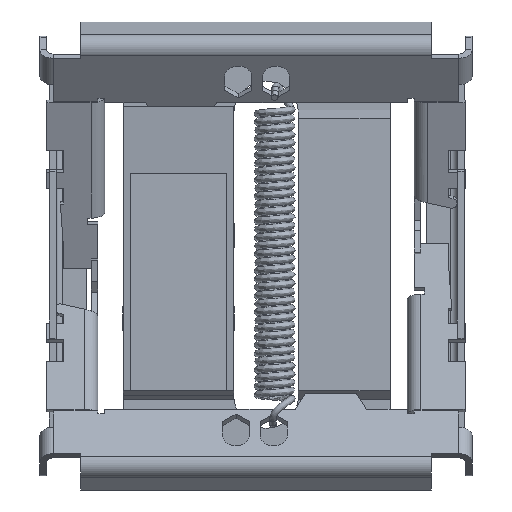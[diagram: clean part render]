
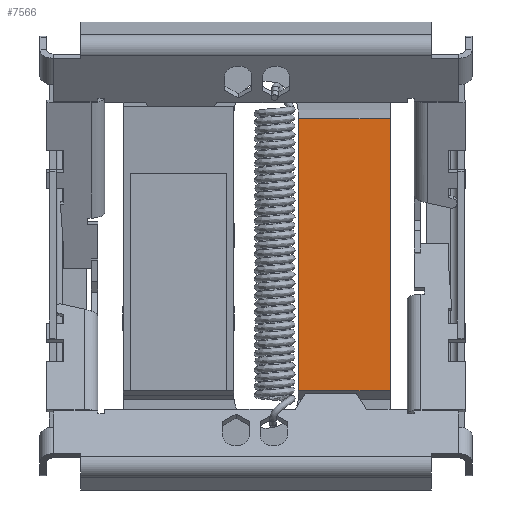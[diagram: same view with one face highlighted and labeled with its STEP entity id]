
A CAD part, top view. The second image highlights one B-rep face of the part: STEP entity #7566.
In plain terms, the highlighted planar face has unit normal (0, 0, 1).
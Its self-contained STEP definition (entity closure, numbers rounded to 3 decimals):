
#362=FACE_OUTER_BOUND('',#799,.T.);
#799=EDGE_LOOP('',(#5560,#5561,#5562,#5563));
#1403=LINE('',#11497,#2266);
#1406=LINE('',#11503,#2269);
#1407=LINE('',#11505,#2270);
#1408=LINE('',#11506,#2271);
#2266=VECTOR('',#9236,10.);
#2269=VECTOR('',#9241,10.);
#2270=VECTOR('',#9242,10.);
#2271=VECTOR('',#9243,10.);
#3281=VERTEX_POINT('',#11494);
#3282=VERTEX_POINT('',#11496);
#3284=VERTEX_POINT('',#11502);
#3285=VERTEX_POINT('',#11504);
#4109=EDGE_CURVE('',#3281,#3282,#1403,.T.);
#4112=EDGE_CURVE('',#3281,#3284,#1406,.T.);
#4113=EDGE_CURVE('',#3285,#3284,#1407,.T.);
#4114=EDGE_CURVE('',#3285,#3282,#1408,.T.);
#5560=ORIENTED_EDGE('',*,*,#4109,.F.);
#5561=ORIENTED_EDGE('',*,*,#4112,.T.);
#5562=ORIENTED_EDGE('',*,*,#4113,.F.);
#5563=ORIENTED_EDGE('',*,*,#4114,.T.);
#7238=PLANE('',#8108);
#7566=ADVANCED_FACE('',(#362),#7238,.T.);
#8108=AXIS2_PLACEMENT_3D('',#11501,#9239,#9240);
#9236=DIRECTION('',(-1.,0.,0.));
#9239=DIRECTION('center_axis',(0.,0.,1.));
#9240=DIRECTION('ref_axis',(1.,0.,0.));
#9241=DIRECTION('',(0.,1.,0.));
#9242=DIRECTION('',(1.,0.,0.));
#9243=DIRECTION('',(0.,-1.,0.));
#11494=CARTESIAN_POINT('',(3.947,-9.461,-1.2));
#11496=CARTESIAN_POINT('',(1.247,-9.461,-1.2));
#11497=CARTESIAN_POINT('',(1.922,-9.461,-1.2));
#11501=CARTESIAN_POINT('Origin',(2.597,-5.461,-1.2));
#11502=CARTESIAN_POINT('',(3.947,-1.461,-1.2));
#11503=CARTESIAN_POINT('',(3.947,-1.211,-1.2));
#11504=CARTESIAN_POINT('',(1.247,-1.461,-1.2));
#11505=CARTESIAN_POINT('',(3.272,-1.461,-1.2));
#11506=CARTESIAN_POINT('',(1.247,-9.711,-1.2));
